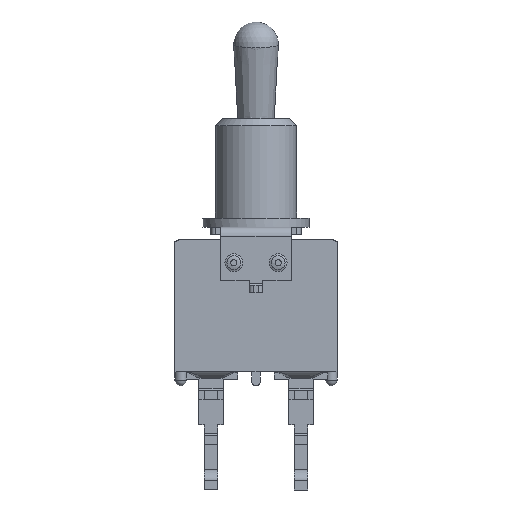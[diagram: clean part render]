
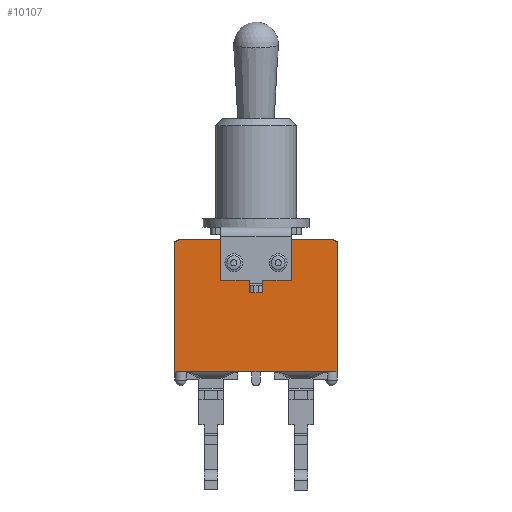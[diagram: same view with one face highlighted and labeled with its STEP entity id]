
A CAD part, left-side view. The second image highlights one B-rep face of the part: STEP entity #10107.
In plain terms, the highlighted planar face has unit normal (-1, 0, 0).
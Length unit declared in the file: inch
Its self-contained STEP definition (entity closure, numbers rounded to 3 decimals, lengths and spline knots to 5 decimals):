
#6131=CARTESIAN_POINT('',(-0.16004,-0.16713,0.0));
#6132=VERTEX_POINT('',#6131);
#6627=CARTESIAN_POINT('',(-0.16004,0.07835,0.29252));
#6628=VERTEX_POINT('',#6627);
#6635=CARTESIAN_POINT('',(-0.16004,0.07835,0.20258));
#6636=VERTEX_POINT('',#6635);
#6637=CARTESIAN_POINT('',(-0.16004,0.07835,0.20258));
#6638=DIRECTION('',(0.0,0.0,1.0));
#6639=VECTOR('',#6638,0.08994);
#6640=LINE('',#6637,#6639);
#6641=EDGE_CURVE('',#6636,#6628,#6640,.T.);
#6699=CARTESIAN_POINT('',(-0.16004,-0.07835,0.20258));
#6700=VERTEX_POINT('',#6699);
#6707=CARTESIAN_POINT('',(-0.16004,-0.07835,0.29252));
#6708=VERTEX_POINT('',#6707);
#6709=CARTESIAN_POINT('',(-0.16004,-0.07835,0.29252));
#6710=DIRECTION('',(0.0,0.0,-1.0));
#6711=VECTOR('',#6710,0.08994);
#6712=LINE('',#6709,#6711);
#6713=EDGE_CURVE('',#6708,#6700,#6712,.T.);
#6749=CARTESIAN_POINT('',(-0.16004,0.01496,0.20258));
#6750=VERTEX_POINT('',#6749);
#6751=CARTESIAN_POINT('',(-0.16004,0.01496,0.20258));
#6752=DIRECTION('',(0.0,1.0,0.0));
#6753=VECTOR('',#6752,0.06339);
#6754=LINE('',#6751,#6753);
#6755=EDGE_CURVE('',#6750,#6636,#6754,.T.);
#6948=CARTESIAN_POINT('',(-0.16004,0.01496,0.1953));
#6949=VERTEX_POINT('',#6948);
#6957=CARTESIAN_POINT('',(-0.16004,-0.01496,0.1953));
#6958=VERTEX_POINT('',#6957);
#6959=CARTESIAN_POINT('',(-0.16004,-0.01496,0.1953));
#6960=DIRECTION('',(0.0,1.0,0.0));
#6961=VECTOR('',#6960,0.02992);
#6962=LINE('',#6959,#6961);
#6963=EDGE_CURVE('',#6958,#6949,#6962,.T.);
#7038=CARTESIAN_POINT('',(-0.16004,-0.01496,0.20258));
#7039=VERTEX_POINT('',#7038);
#7040=CARTESIAN_POINT('',(-0.16004,-0.01496,0.20258));
#7041=DIRECTION('',(0.0,0.0,-1.0));
#7042=VECTOR('',#7041,0.00728);
#7043=LINE('',#7040,#7042);
#7044=EDGE_CURVE('',#7039,#6958,#7043,.T.);
#7140=CARTESIAN_POINT('',(-0.16004,0.01496,0.1953));
#7141=DIRECTION('',(0.0,0.0,1.0));
#7142=VECTOR('',#7141,0.00728);
#7143=LINE('',#7140,#7142);
#7144=EDGE_CURVE('',#6949,#6750,#7143,.T.);
#7162=CARTESIAN_POINT('',(-0.16004,-0.07835,0.20258));
#7163=DIRECTION('',(0.0,1.0,0.0));
#7164=VECTOR('',#7163,0.06339);
#7165=LINE('',#7162,#7164);
#7166=EDGE_CURVE('',#6700,#7039,#7165,.T.);
#8337=CARTESIAN_POINT('',(-0.16004,0.17795,0.28858));
#8338=VERTEX_POINT('',#8337);
#8345=CARTESIAN_POINT('',(-0.16004,0.17008,0.29252));
#8346=VERTEX_POINT('',#8345);
#8347=CARTESIAN_POINT('',(-0.16004,0.17008,0.28268));
#8348=DIRECTION('',(1.0,0.0,0.0));
#8349=DIRECTION('',(0.0,0.707,0.707));
#8350=AXIS2_PLACEMENT_3D('',#8347,#8348,#8349);
#8351=CIRCLE('',#8350,0.00984);
#8352=EDGE_CURVE('',#8338,#8346,#8351,.T.);
#8387=CARTESIAN_POINT('',(-0.16004,0.07835,0.29252));
#8388=DIRECTION('',(0.0,1.0,0.0));
#8389=VECTOR('',#8388,0.09173);
#8390=LINE('',#8387,#8389);
#8391=EDGE_CURVE('',#6628,#8346,#8390,.T.);
#8394=CARTESIAN_POINT('',(-0.16004,-0.17008,0.29252));
#8395=VERTEX_POINT('',#8394);
#8396=CARTESIAN_POINT('',(-0.16004,-0.17008,0.29252));
#8397=DIRECTION('',(0.0,1.0,0.0));
#8398=VECTOR('',#8397,0.09173);
#8399=LINE('',#8396,#8398);
#8400=EDGE_CURVE('',#8395,#6708,#8399,.T.);
#8465=CARTESIAN_POINT('',(-0.16004,-0.17795,0.28858));
#8466=VERTEX_POINT('',#8465);
#8467=CARTESIAN_POINT('',(-0.16004,-0.17008,0.28268));
#8468=DIRECTION('',(1.0,0.0,0.0));
#8469=DIRECTION('',(0.0,-0.707,0.707));
#8470=AXIS2_PLACEMENT_3D('',#8467,#8468,#8469);
#8471=CIRCLE('',#8470,0.00984);
#8472=EDGE_CURVE('',#8395,#8466,#8471,.T.);
#8972=CARTESIAN_POINT('',(-0.16004,0.17992,0.28858));
#8973=VERTEX_POINT('',#8972);
#8980=CARTESIAN_POINT('',(-0.16004,0.17795,0.28858));
#8981=DIRECTION('',(0.0,1.0,0.0));
#8982=VECTOR('',#8981,0.00197);
#8983=LINE('',#8980,#8982);
#8984=EDGE_CURVE('',#8338,#8973,#8983,.T.);
#8995=CARTESIAN_POINT('',(-0.16004,-0.17992,0.28858));
#8996=VERTEX_POINT('',#8995);
#8997=CARTESIAN_POINT('',(-0.16004,-0.17992,0.28858));
#8998=DIRECTION('',(0.0,1.0,0.0));
#8999=VECTOR('',#8998,0.00197);
#9000=LINE('',#8997,#8999);
#9001=EDGE_CURVE('',#8996,#8466,#9000,.T.);
#9341=CARTESIAN_POINT('',(-0.16004,0.16713,0.0));
#9342=VERTEX_POINT('',#9341);
#9389=CARTESIAN_POINT('',(-0.16004,-0.17992,0.0));
#9390=VERTEX_POINT('',#9389);
#9397=CARTESIAN_POINT('',(-0.16004,-0.17992,0.0));
#9398=DIRECTION('',(0.0,1.0,0.0));
#9399=VECTOR('',#9398,0.0128);
#9400=LINE('',#9397,#9399);
#9401=EDGE_CURVE('',#9390,#6132,#9400,.T.);
#9412=CARTESIAN_POINT('',(-0.16004,0.17992,0.0));
#9413=VERTEX_POINT('',#9412);
#9414=CARTESIAN_POINT('',(-0.16004,0.16713,0.0));
#9415=DIRECTION('',(0.0,1.0,0.0));
#9416=VECTOR('',#9415,0.0128);
#9417=LINE('',#9414,#9416);
#9418=EDGE_CURVE('',#9342,#9413,#9417,.T.);
#9472=CARTESIAN_POINT('',(-0.16004,-0.16713,0.0));
#9473=DIRECTION('',(0.0,1.0,0.0));
#9474=VECTOR('',#9473,0.33425);
#9475=LINE('',#9472,#9474);
#9476=EDGE_CURVE('',#6132,#9342,#9475,.T.);
#9879=CARTESIAN_POINT('',(-0.16004,-0.17992,0.0));
#9880=DIRECTION('',(0.0,0.0,1.0));
#9881=VECTOR('',#9880,0.28858);
#9882=LINE('',#9879,#9881);
#9883=EDGE_CURVE('',#9390,#8996,#9882,.T.);
#10077=CARTESIAN_POINT('',(-0.16004,-0.19791,-0.01463));
#10078=DIRECTION('',(-1.0,0.0,0.0));
#10079=DIRECTION('',(0.0,0.0,1.0));
#10080=AXIS2_PLACEMENT_3D('',#10077,#10078,#10079);
#10081=PLANE('',#10080);
#10082=ORIENTED_EDGE('',*,*,#6641,.T.);
#10083=ORIENTED_EDGE('',*,*,#8391,.T.);
#10084=ORIENTED_EDGE('',*,*,#8352,.F.);
#10085=ORIENTED_EDGE('',*,*,#8984,.T.);
#10086=CARTESIAN_POINT('',(-0.16004,0.17992,0.0));
#10087=DIRECTION('',(0.0,0.0,1.0));
#10088=VECTOR('',#10087,0.28858);
#10089=LINE('',#10086,#10088);
#10090=EDGE_CURVE('',#9413,#8973,#10089,.T.);
#10091=ORIENTED_EDGE('',*,*,#10090,.F.);
#10092=ORIENTED_EDGE('',*,*,#9418,.F.);
#10093=ORIENTED_EDGE('',*,*,#9476,.F.);
#10094=ORIENTED_EDGE('',*,*,#9401,.F.);
#10095=ORIENTED_EDGE('',*,*,#9883,.T.);
#10096=ORIENTED_EDGE('',*,*,#9001,.T.);
#10097=ORIENTED_EDGE('',*,*,#8472,.F.);
#10098=ORIENTED_EDGE('',*,*,#8400,.T.);
#10099=ORIENTED_EDGE('',*,*,#6713,.T.);
#10100=ORIENTED_EDGE('',*,*,#7166,.T.);
#10101=ORIENTED_EDGE('',*,*,#7044,.T.);
#10102=ORIENTED_EDGE('',*,*,#6963,.T.);
#10103=ORIENTED_EDGE('',*,*,#7144,.T.);
#10104=ORIENTED_EDGE('',*,*,#6755,.T.);
#10105=EDGE_LOOP('',(#10082,#10083,#10084,#10085,#10091,#10092,#10093,#10094,#10095,#10096,#10097,#10098,#10099,#10100,#10101,#10102,#10103,#10104));
#10106=FACE_OUTER_BOUND('',#10105,.T.);
#10107=ADVANCED_FACE('',(#10106),#10081,.T.);
